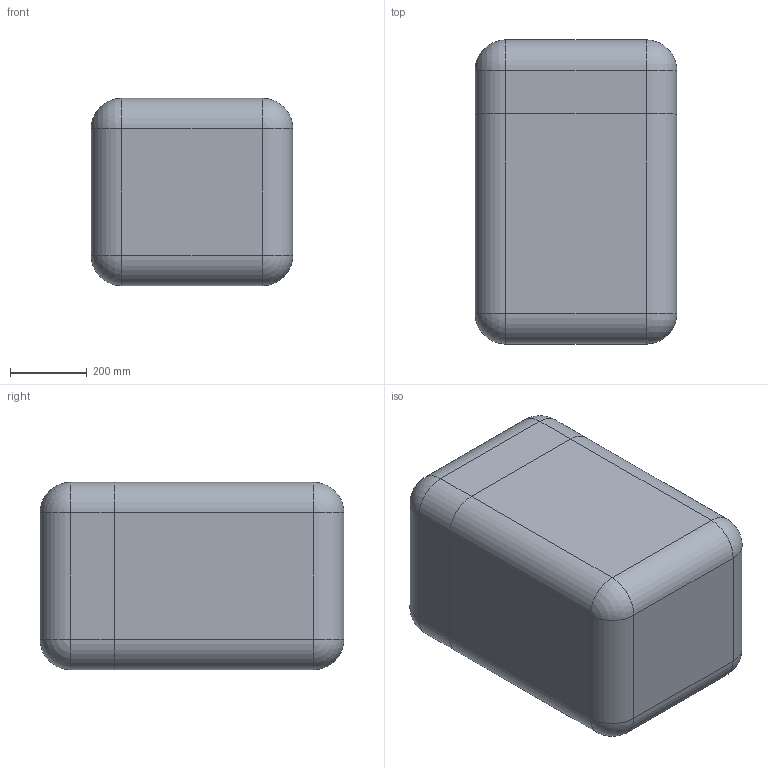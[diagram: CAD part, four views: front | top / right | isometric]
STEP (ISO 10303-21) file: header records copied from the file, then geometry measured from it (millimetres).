
FILE_DESCRIPTION (( 'STEP AP214' ), '1' );
FILE_NAME ('Êîíòåéíåð ÀÄÌÈÐÀË®ÏÐÎÔÅÑÑÈÎÍÀË_óïðîùåííàÿ 3D-ìîäåëü.STEP', '2025-08-19T13:28:55', ( '' ), ( '' ), 'SwSTEP 2.0', 'SolidWorks 2021', '' );
FILE_SCHEMA (( 'AUTOMOTIVE_DESIGN' ));
Length unit declared in the file: millimetre
Products named in the file (3): Lid 16 óïð; Base 16 óïð; Êîíòåéíåð ÀÄÌÈÐÀË®ÏÐÎÔÅÑÑÈÎÍÀË_óïðîùåííàÿ 3D-ìîäåëü
Assembly tree (2 placements, depth 2):
  Êîíòåéíåð ÀÄÌÈÐÀË®ÏÐÎÔÅÑÑÈÎÍÀË_óïðîùåííàÿ 3D-ìîäåëü
    Base 16 óïð
    Lid 16 óïð
Bounding box: 525.77 x 791.75 x 488.62 mm (x, y, z)
Volume: 85659837.2 mm3; surface area: 4010673.1 mm2
Topology: 2 solids, 2 shells, 935 faces, 2283 edges, 1316 vertices
Faces by surface type: cylinder 371, plane 192, bspline 188, torus 132, cone 28, sphere 24
Entity records: 35942 total; most frequent: CARTESIAN_POINT 15252, ORIENTED_EDGE 4462, DIRECTION 4261, EDGE_CURVE 2231, AXIS2_PLACEMENT_3D 1696, VERTEX_POINT 1314, EDGE_LOOP 947, CIRCLE 946
